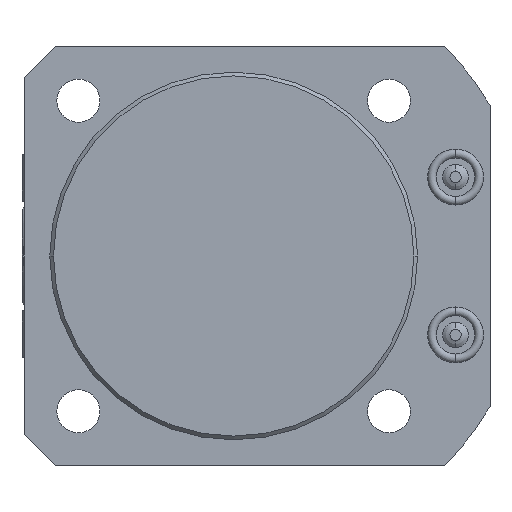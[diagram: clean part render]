
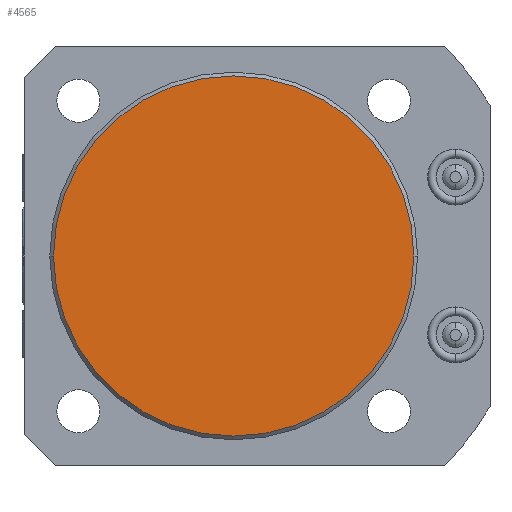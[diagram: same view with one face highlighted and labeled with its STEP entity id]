
A CAD part, front view. The second image highlights one B-rep face of the part: STEP entity #4565.
In plain terms, the highlighted planar face has unit normal (0, -1, 0).
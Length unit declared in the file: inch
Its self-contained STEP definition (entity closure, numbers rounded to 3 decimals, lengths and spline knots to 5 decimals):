
#216=CARTESIAN_POINT('',(0.,-2.75,0.));
#217=DIRECTION('',(0.,-1.,0.));
#218=DIRECTION('',(1.,0.,0.));
#219=AXIS2_PLACEMENT_3D('',#216,#217,#218);
#226=CARTESIAN_POINT('',(0.,-2.75,0.));
#227=DIRECTION('',(0.,-1.,0.));
#228=DIRECTION('',(-1.,0.,0.));
#229=AXIS2_PLACEMENT_3D('',#226,#227,#228);
#3709=CARTESIAN_POINT('',(1.4385,-2.75,0.));
#3710=CARTESIAN_POINT('',(-1.4385,-2.75,0.));
#3711=VERTEX_POINT('',#3709);
#3712=VERTEX_POINT('',#3710);
#4555=CARTESIAN_POINT('',(0.,-2.75,0.));
#4556=DIRECTION('',(0.,1.,0.));
#4557=DIRECTION('',(1.,0.,0.));
#4558=AXIS2_PLACEMENT_3D('',#4555,#4556,#4557);
#4559=PLANE('',#4558);
#4561=ORIENTED_EDGE('',*,*,#4560,.F.);
#4562=ORIENTED_EDGE('',*,*,#4545,.F.);
#4563=EDGE_LOOP('',(#4561,#4562));
#4564=FACE_OUTER_BOUND('',#4563,.F.);
#4565=ADVANCED_FACE('',(#4564),#4559,.F.);
#220=CIRCLE('',#219,1.4385);
#230=CIRCLE('',#229,1.4385);
#4545=EDGE_CURVE('',#3711,#3712,#220,.T.);
#4560=EDGE_CURVE('',#3712,#3711,#230,.T.);
